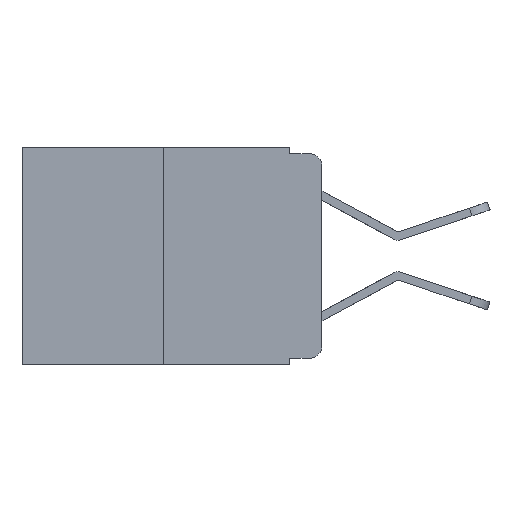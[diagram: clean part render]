
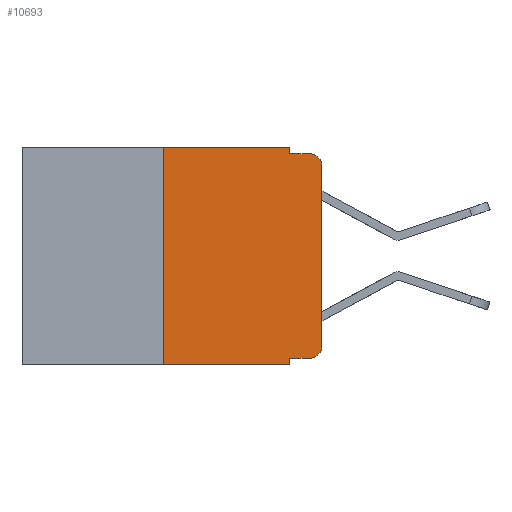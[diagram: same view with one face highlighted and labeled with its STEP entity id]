
A CAD part, left-side view. The second image highlights one B-rep face of the part: STEP entity #10693.
In plain terms, the highlighted planar face has unit normal (-1, 0, 0).
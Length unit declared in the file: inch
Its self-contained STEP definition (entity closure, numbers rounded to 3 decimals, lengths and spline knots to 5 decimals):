
#263 = EDGE_CURVE ( 'NONE', #2801, #11501, #8860, .T. ) ;
#635 = DIRECTION ( 'NONE',  ( 0., -1., 0. ) ) ;
#678 = DIRECTION ( 'NONE',  ( 0., 0., -1. ) ) ;
#815 = EDGE_LOOP ( 'NONE', ( #4107, #6314, #6566, #6696, #4601, #4421, #7389, #7274, #8335, #6836 ) ) ;
#878 = EDGE_CURVE ( 'NONE', #11072, #5127, #8109, .T. ) ;
#1040 = CARTESIAN_POINT ( 'NONE',  ( 0., 0.051, 0. ) ) ;
#1891 = DIRECTION ( 'NONE',  ( 1., 0., 0. ) ) ;
#2319 = EDGE_CURVE ( 'NONE', #5263, #3699, #9846, .T. ) ;
#2416 = DIRECTION ( 'NONE',  ( -1., 0., 0. ) ) ;
#2708 = VERTEX_POINT ( 'NONE', #7731 ) ;
#2724 = CARTESIAN_POINT ( 'NONE',  ( 0., 0.051, 0. ) ) ;
#2775 = AXIS2_PLACEMENT_3D ( 'NONE', #12602, #7705, #12565 ) ;
#2801 = VERTEX_POINT ( 'NONE', #10312 ) ;
#3006 = EDGE_CURVE ( 'NONE', #3699, #3568, #11933, .T. ) ;
#3133 = CARTESIAN_POINT ( 'NONE',  ( 0., 0.02, -0.333 ) ) ;
#3167 = VERTEX_POINT ( 'NONE', #4029 ) ;
#3177 = VECTOR ( 'NONE', #635, 39.37008 ) ;
#3254 = LINE ( 'NONE', #10563, #10229 ) ;
#3520 = CARTESIAN_POINT ( 'NONE',  ( 0., 0., -0.03 ) ) ;
#3568 = VERTEX_POINT ( 'NONE', #12202 ) ;
#3670 = CIRCLE ( 'NONE', #4422, 0.02 ) ;
#3678 = VERTEX_POINT ( 'NONE', #3133 ) ;
#3699 = VERTEX_POINT ( 'NONE', #3520 ) ;
#3719 = CARTESIAN_POINT ( 'NONE',  ( 0., 0.051, 0. ) ) ;
#3752 = EDGE_CURVE ( 'NONE', #2708, #3568, #3254, .T. ) ;
#3801 = CARTESIAN_POINT ( 'NONE',  ( 0., 0.473, 0. ) ) ;
#4029 = CARTESIAN_POINT ( 'NONE',  ( 0., 0.051, -0.333 ) ) ;
#4107 = ORIENTED_EDGE ( 'NONE', *, *, #2319, .T. ) ;
#4421 = ORIENTED_EDGE ( 'NONE', *, *, #5173, .F. ) ;
#4422 = AXIS2_PLACEMENT_3D ( 'NONE', #10339, #2416, #9466 ) ;
#4458 = EDGE_CURVE ( 'NONE', #5127, #2708, #4560, .T. ) ;
#4479 = DIRECTION ( 'NONE',  ( 0., -1., 0. ) ) ;
#4560 = LINE ( 'NONE', #2724, #7543 ) ;
#4574 = DIRECTION ( 'NONE',  ( 0., -1., 0. ) ) ;
#4601 = ORIENTED_EDGE ( 'NONE', *, *, #878, .F. ) ;
#4887 = CARTESIAN_POINT ( 'NONE',  ( 0., 0., 0. ) ) ;
#5087 = DIRECTION ( 'NONE',  ( 0., 0., 1. ) ) ;
#5127 = VERTEX_POINT ( 'NONE', #1040 ) ;
#5173 = EDGE_CURVE ( 'NONE', #2801, #11072, #6507, .T. ) ;
#5263 = VERTEX_POINT ( 'NONE', #12221 ) ;
#5519 = VECTOR ( 'NONE', #4479, 39.37008 ) ;
#5677 = FACE_OUTER_BOUND ( 'NONE', #815, .T. ) ;
#5861 = EDGE_CURVE ( 'NONE', #3167, #11501, #7225, .T. ) ;
#6010 = DIRECTION ( 'NONE',  ( 0., 0., -1. ) ) ;
#6314 = ORIENTED_EDGE ( 'NONE', *, *, #3006, .T. ) ;
#6507 = LINE ( 'NONE', #11880, #11479 ) ;
#6557 = EDGE_CURVE ( 'NONE', #3167, #3678, #12258, .T. ) ;
#6566 = ORIENTED_EDGE ( 'NONE', *, *, #3752, .F. ) ;
#6696 = ORIENTED_EDGE ( 'NONE', *, *, #4458, .F. ) ;
#6836 = ORIENTED_EDGE ( 'NONE', *, *, #7181, .T. ) ;
#6944 = VECTOR ( 'NONE', #678, 39.37008 ) ;
#7181 = EDGE_CURVE ( 'NONE', #3678, #5263, #3670, .T. ) ;
#7225 = LINE ( 'NONE', #3719, #6944 ) ;
#7274 = ORIENTED_EDGE ( 'NONE', *, *, #5861, .F. ) ;
#7389 = ORIENTED_EDGE ( 'NONE', *, *, #263, .T. ) ;
#7543 = VECTOR ( 'NONE', #6010, 39.37008 ) ;
#7705 = DIRECTION ( 'NONE',  ( -1., 0., 0. ) ) ;
#7731 = CARTESIAN_POINT ( 'NONE',  ( 0., 0.051, -0.01 ) ) ;
#8064 = PLANE ( 'NONE',  #11294 ) ;
#8109 = LINE ( 'NONE', #3801, #5519 ) ;
#8335 = ORIENTED_EDGE ( 'NONE', *, *, #6557, .T. ) ;
#8490 = CARTESIAN_POINT ( 'NONE',  ( 0., 0.25, 0. ) ) ;
#8860 = LINE ( 'NONE', #12226, #3177 ) ;
#9023 = DIRECTION ( 'NONE',  ( 0., 0., -1. ) ) ;
#9466 = DIRECTION ( 'NONE',  ( 0., 0., -1. ) ) ;
#9716 = CARTESIAN_POINT ( 'NONE',  ( 0., 0.051, -0.333 ) ) ;
#9846 = LINE ( 'NONE', #4887, #11691 ) ;
#9856 = DIRECTION ( 'NONE',  ( 0., -1., 0. ) ) ;
#9869 = VECTOR ( 'NONE', #4574, 39.37008 ) ;
#10229 = VECTOR ( 'NONE', #9856, 39.37008 ) ;
#10312 = CARTESIAN_POINT ( 'NONE',  ( 0., 0.25, -0.343 ) ) ;
#10339 = CARTESIAN_POINT ( 'NONE',  ( 0., 0.02, -0.313 ) ) ;
#10563 = CARTESIAN_POINT ( 'NONE',  ( 0., 0.051, -0.01 ) ) ;
#10693 = ADVANCED_FACE ( 'NONE', ( #5677 ), #8064, .F. ) ;
#10758 = DIRECTION ( 'NONE',  ( 0., 0., 1. ) ) ;
#10812 = CARTESIAN_POINT ( 'NONE',  ( 0., 0.051, -0.343 ) ) ;
#11072 = VERTEX_POINT ( 'NONE', #8490 ) ;
#11294 = AXIS2_PLACEMENT_3D ( 'NONE', #12614, #1891, #9023 ) ;
#11479 = VECTOR ( 'NONE', #5087, 39.37008 ) ;
#11501 = VERTEX_POINT ( 'NONE', #10812 ) ;
#11691 = VECTOR ( 'NONE', #10758, 39.37008 ) ;
#11880 = CARTESIAN_POINT ( 'NONE',  ( 0., 0.25, 0. ) ) ;
#11933 = CIRCLE ( 'NONE', #2775, 0.02 ) ;
#12202 = CARTESIAN_POINT ( 'NONE',  ( 0., 0.02, -0.01 ) ) ;
#12221 = CARTESIAN_POINT ( 'NONE',  ( 0., 0., -0.313 ) ) ;
#12226 = CARTESIAN_POINT ( 'NONE',  ( 0., 0.473, -0.343 ) ) ;
#12258 = LINE ( 'NONE', #9716, #9869 ) ;
#12565 = DIRECTION ( 'NONE',  ( 0., 0., -1. ) ) ;
#12602 = CARTESIAN_POINT ( 'NONE',  ( 0., 0.02, -0.03 ) ) ;
#12614 = CARTESIAN_POINT ( 'NONE',  ( 0., 0.473, 0. ) ) ;
